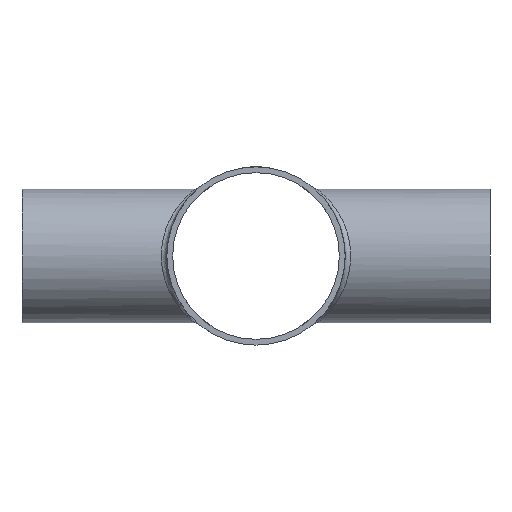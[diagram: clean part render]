
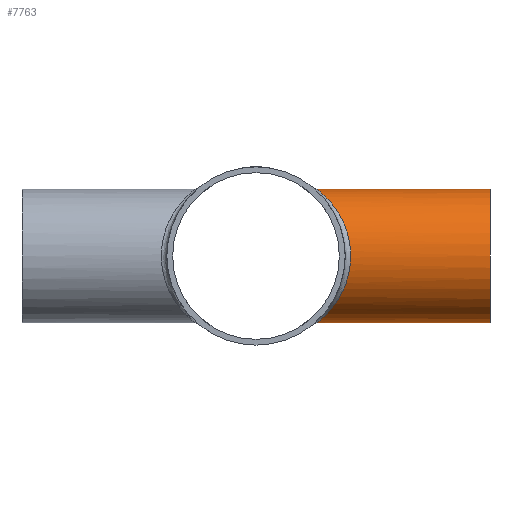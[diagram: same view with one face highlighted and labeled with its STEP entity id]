
A CAD part, left-side view. The second image highlights one B-rep face of the part: STEP entity #7763.
In plain terms, the highlighted cylindrical face has radius 19.05 mm (diameter 38.1 mm), a full revolution.
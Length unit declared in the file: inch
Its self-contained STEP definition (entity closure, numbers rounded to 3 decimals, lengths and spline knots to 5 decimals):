
#152=FACE_BOUND('',#1429,.T.);
#966=FACE_OUTER_BOUND('',#1428,.T.);
#1428=EDGE_LOOP('',(#7251));
#1429=EDGE_LOOP('',(#7252));
#2670=CIRCLE('',#8220,0.75);
#3051=B_SPLINE_CURVE_WITH_KNOTS('',3,(#17059,#17060,#17061,#17062,#17063,
#17064,#17065,#17066,#17067,#17068,#17069,#17070,#17071,#17072,#17073,#17074,
#17075,#17076,#17077,#17078,#17079,#17080,#17081,#17082,#17083,#17084,#17085,
#17086,#17087,#17088,#17089,#17090),.UNSPECIFIED.,.T.,.F.,(4,1,1,1,1,1,
1,1,1,1,1,1,1,1,1,1,1,1,1,1,1,1,1,1,1,1,1,1,1,4),(0.,0.21698,
0.43397,0.86793,1.3019,1.73586,2.31449,
2.89311,3.18242,3.47173,4.05035,4.62897,
5.20759,5.4969,5.78621,6.07553,6.36484,
6.50949,6.94346,7.52208,8.1007,8.67932,
9.25794,9.83656,10.41519,10.84915,11.28312,
11.71708,11.93407,12.15105),.UNSPECIFIED.);
#3815=VERTEX_POINT('',#17057);
#3816=VERTEX_POINT('',#17093);
#4964=EDGE_CURVE('',#3815,#3815,#3051,.T.);
#4965=EDGE_CURVE('',#3816,#3816,#2670,.T.);
#7251=ORIENTED_EDGE('',*,*,#4965,.F.);
#7252=ORIENTED_EDGE('',*,*,#4964,.F.);
#7313=CYLINDRICAL_SURFACE('',#8219,0.75);
#7763=ADVANCED_FACE('',(#966,#152),#7313,.T.);
#8219=AXIS2_PLACEMENT_3D('',#17092,#9675,#9676);
#8220=AXIS2_PLACEMENT_3D('',#17094,#9677,#9678);
#9675=DIRECTION('center_axis',(0.,1.,0.));
#9676=DIRECTION('ref_axis',(1.,0.,0.));
#9677=DIRECTION('center_axis',(0.,-1.,0.));
#9678=DIRECTION('ref_axis',(1.,0.,0.));
#17057=CARTESIAN_POINT('',(0.,-0.68465,-0.75));
#17059=CARTESIAN_POINT('Ctrl Pts',(0.,-0.68465,
-0.75));
#17060=CARTESIAN_POINT('Ctrl Pts',(-0.0295,-0.68465,
-0.75));
#17061=CARTESIAN_POINT('Ctrl Pts',(-0.0885,-0.68918,
-0.7465));
#17062=CARTESIAN_POINT('Ctrl Pts',(-0.20284,-0.71484,
-0.72603));
#17063=CARTESIAN_POINT('Ctrl Pts',(-0.33398,-0.77019,
-0.67811));
#17064=CARTESIAN_POINT('Ctrl Pts',(-0.47029,-0.85116,
-0.59152));
#17065=CARTESIAN_POINT('Ctrl Pts',(-0.59803,-0.94095,
-0.4657));
#17066=CARTESIAN_POINT('Ctrl Pts',(-0.70413,-1.02444,
-0.29033));
#17067=CARTESIAN_POINT('Ctrl Pts',(-0.7509,-1.06327,
-0.09893));
#17068=CARTESIAN_POINT('Ctrl Pts',(-0.75072,-1.06307,
0.05932));
#17069=CARTESIAN_POINT('Ctrl Pts',(-0.72614,-1.0428,
0.21448));
#17070=CARTESIAN_POINT('Ctrl Pts',(-0.65246,-0.98284,
0.39164));
#17071=CARTESIAN_POINT('Ctrl Pts',(-0.51378,-0.87919,
0.56008));
#17072=CARTESIAN_POINT('Ctrl Pts',(-0.3662,-0.78692,
0.66153));
#17073=CARTESIAN_POINT('Ctrl Pts',(-0.22954,-0.72565,
0.71697));
#17074=CARTESIAN_POINT('Ctrl Pts',(-0.11803,-0.69287,
0.74371));
#17075=CARTESIAN_POINT('Ctrl Pts',(0.00001,-0.68053,
0.75315));
#17076=CARTESIAN_POINT('Ctrl Pts',(0.09828,-0.69079,
0.7453));
#17077=CARTESIAN_POINT('Ctrl Pts',(0.21156,-0.71851,
0.72285));
#17078=CARTESIAN_POINT('Ctrl Pts',(0.35145,-0.77767,
0.67167));
#17079=CARTESIAN_POINT('Ctrl Pts',(0.5138,-0.87924,
0.56009));
#17080=CARTESIAN_POINT('Ctrl Pts',(0.65243,-0.98278,
0.3916));
#17081=CARTESIAN_POINT('Ctrl Pts',(0.74095,-1.05488,
0.17911));
#17082=CARTESIAN_POINT('Ctrl Pts',(0.76034,-1.07113,-0.06061));
#17083=CARTESIAN_POINT('Ctrl Pts',(0.70408,-1.02439,
-0.29036));
#17084=CARTESIAN_POINT('Ctrl Pts',(0.59807,-0.94098,
-0.46568));
#17085=CARTESIAN_POINT('Ctrl Pts',(0.47025,-0.85113,
-0.59154));
#17086=CARTESIAN_POINT('Ctrl Pts',(0.334,-0.7702,
-0.6781));
#17087=CARTESIAN_POINT('Ctrl Pts',(0.20283,-0.71484,
-0.72604));
#17088=CARTESIAN_POINT('Ctrl Pts',(0.0885,-0.68918,
-0.7465));
#17089=CARTESIAN_POINT('Ctrl Pts',(0.0295,-0.68465,
-0.75));
#17090=CARTESIAN_POINT('Ctrl Pts',(0.,-0.68465,
-0.75));
#17092=CARTESIAN_POINT('Origin',(0.,-2.625,0.));
#17093=CARTESIAN_POINT('',(-0.75,-2.625,0.));
#17094=CARTESIAN_POINT('Origin',(0.,-2.625,0.));
